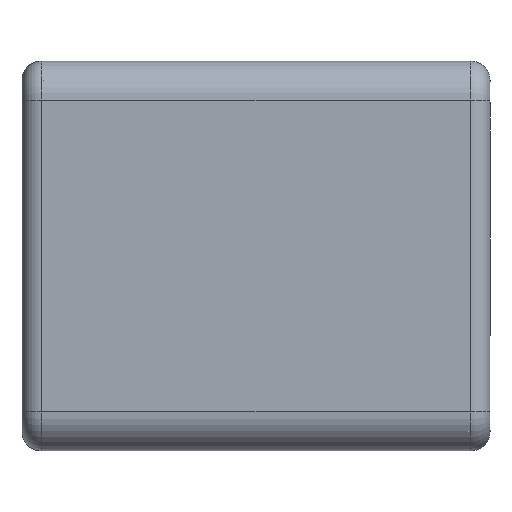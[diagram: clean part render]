
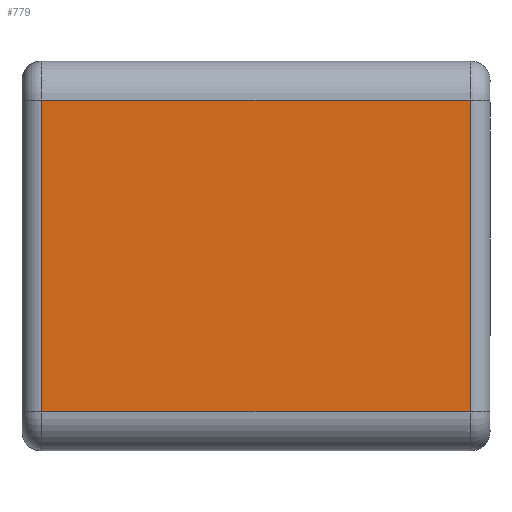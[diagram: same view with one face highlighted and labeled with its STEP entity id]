
A CAD part, left-side view. The second image highlights one B-rep face of the part: STEP entity #779.
In plain terms, the highlighted planar face has unit normal (-1, 0, 0).
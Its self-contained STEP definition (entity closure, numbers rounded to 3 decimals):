
#643 = ORIENTED_EDGE ( 'NONE', *, *, #695, .T. ) ;
#694 = EDGE_CURVE ( 'NONE', #771, #783, #1922, .T. ) ;
#695 = EDGE_CURVE ( 'NONE', #780, #771, #1909, .T. ) ;
#699 = VERTEX_POINT ( 'NONE', #2155 ) ;
#700 = EDGE_LOOP ( 'NONE', ( #643, #781, #785, #713 ) ) ;
#713 = ORIENTED_EDGE ( 'NONE', *, *, #754, .T. ) ;
#754 = EDGE_CURVE ( 'NONE', #699, #780, #2127, .T. ) ;
#760 = EDGE_CURVE ( 'NONE', #783, #699, #2121, .T. ) ;
#771 = VERTEX_POINT ( 'NONE', #2240 ) ;
#779 = ADVANCED_FACE ( 'NONE', ( #2217 ), #2276, .F. ) ;
#780 = VERTEX_POINT ( 'NONE', #2267 ) ;
#781 = ORIENTED_EDGE ( 'NONE', *, *, #694, .T. ) ;
#783 = VERTEX_POINT ( 'NONE', #2277 ) ;
#785 = ORIENTED_EDGE ( 'NONE', *, *, #760, .T. ) ;
#1905 = DIRECTION ( 'NONE',  ( 0., -1., 0. ) ) ;
#1906 = VECTOR ( 'NONE', #1905, 1000. ) ;
#1908 = CARTESIAN_POINT ( 'NONE',  ( -27., -18., -12. ) ) ;
#1909 = LINE ( 'NONE', #1908, #1906 ) ;
#1910 = DIRECTION ( 'NONE',  ( 0., 0., 1. ) ) ;
#1911 = VECTOR ( 'NONE', #1910, 1000. ) ;
#1912 = CARTESIAN_POINT ( 'NONE',  ( -27., -16.5, 15. ) ) ;
#1922 = LINE ( 'NONE', #1912, #1911 ) ;
#2048 = VECTOR ( 'NONE', #2052, 1000. ) ;
#2052 = DIRECTION ( 'NONE',  ( 0., 1., 0. ) ) ;
#2053 = CARTESIAN_POINT ( 'NONE',  ( -27., 18., 12. ) ) ;
#2121 = LINE ( 'NONE', #2053, #2048 ) ;
#2123 = DIRECTION ( 'NONE',  ( 0., 0., -1. ) ) ;
#2124 = VECTOR ( 'NONE', #2123, 1000. ) ;
#2125 = CARTESIAN_POINT ( 'NONE',  ( -27., 16.5, 15. ) ) ;
#2127 = LINE ( 'NONE', #2125, #2124 ) ;
#2155 = CARTESIAN_POINT ( 'NONE',  ( -27., 16.5, 12. ) ) ;
#2194 = DIRECTION ( 'NONE',  ( 1., 0., 0. ) ) ;
#2201 = AXIS2_PLACEMENT_3D ( 'NONE', #2298, #2194, #2220 ) ;
#2217 = FACE_OUTER_BOUND ( 'NONE', #700, .T. ) ;
#2220 = DIRECTION ( 'NONE',  ( 0., 0., -1. ) ) ;
#2240 = CARTESIAN_POINT ( 'NONE',  ( -27., -16.5, -12. ) ) ;
#2267 = CARTESIAN_POINT ( 'NONE',  ( -27., 16.5, -12. ) ) ;
#2276 = PLANE ( 'NONE',  #2201 ) ;
#2277 = CARTESIAN_POINT ( 'NONE',  ( -27., -16.5, 12. ) ) ;
#2298 = CARTESIAN_POINT ( 'NONE',  ( -27., -18., 15. ) ) ;
